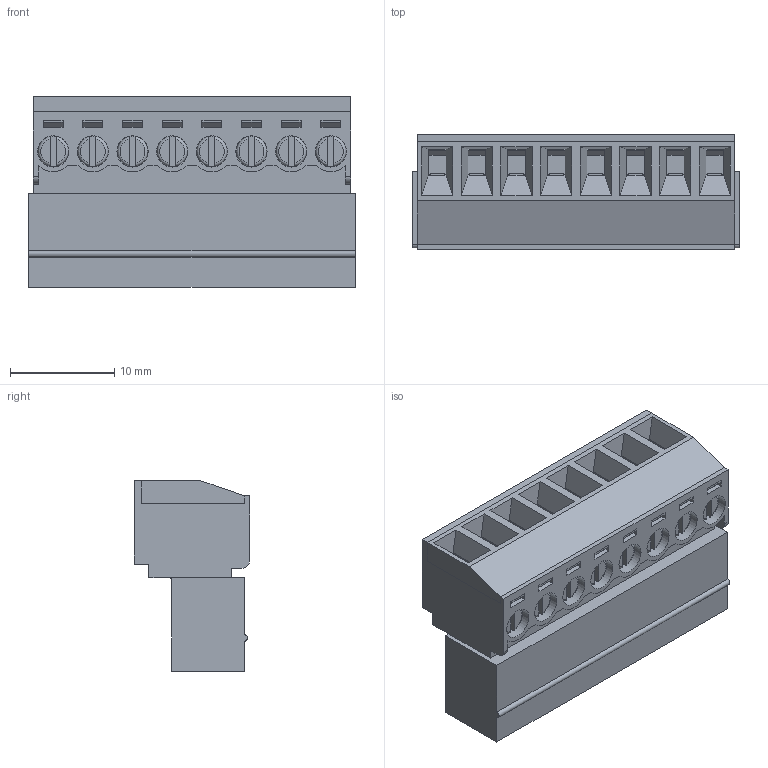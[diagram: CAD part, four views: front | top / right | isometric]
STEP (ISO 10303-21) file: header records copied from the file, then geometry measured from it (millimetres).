
FILE_DESCRIPTION( ( 'Unknown' ), '1' );
FILE_NAME( '691348300008.stp', 'Unknown', ( 'Unknown' ), ( 'Unknown' ), 'PSStep 17.0.49', 'Unknown', ' ' );
FILE_SCHEMA( ( 'AUTOMOTIVE_DESIGN { 1 0 10303 214 1 1 1 1 }' ) );
Length unit declared in the file: millimetre
Products named in the file (6): Assem1; 6913483000xx_Cage; 6913483000xx_Pin; 6913483000xx_vis; 691348300008; 691348300008_CAPOT
Assembly tree (26 placements, depth 2):
  Assem1
    6913483000xx_Cage  x8
    6913483000xx_Pin  x8
    6913483000xx_vis  x8
    691348300008
    691348300008_CAPOT
Bounding box: 31.36 x 11.1 x 18.3 mm (x, y, z)
Volume: 2835.3 mm3; surface area: 8396.9 mm2
Topology: 26 solids, 26 shells, 1306 faces, 3482 edges, 2284 vertices
Faces by surface type: plane 1118, cylinder 156, torus 32
Full cylindrical faces by diameter (mm): 1.45 x8, 1.6 x8, 1.9 x16, 2 x8, 2.9 x8, 3 x8
Entity records: 36374 total; most frequent: CARTESIAN_POINT 5140, ORIENTED_EDGE 4992, DIRECTION 4586, EDGE_CURVE 2496, LINE 2286, VECTOR 2286, VERTEX_POINT 1664, AXIS2_PLACEMENT_3D 1150
